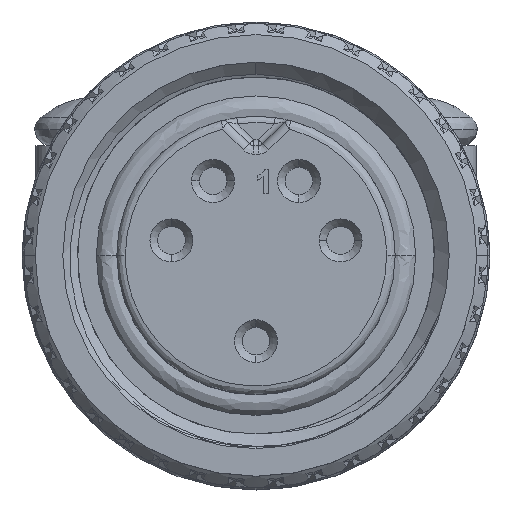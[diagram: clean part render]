
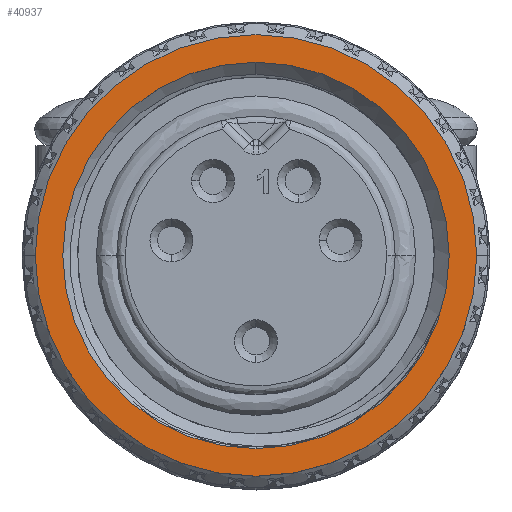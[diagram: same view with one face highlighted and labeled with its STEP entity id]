
A CAD part, top view. The second image highlights one B-rep face of the part: STEP entity #40937.
In plain terms, the highlighted planar face has unit normal (0, 0, 1).
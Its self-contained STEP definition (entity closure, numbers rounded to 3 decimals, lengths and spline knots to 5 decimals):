
#4978 = PLANE ( 'NONE',  #73710 ) ;
#4979 = CARTESIAN_POINT ( 'NONE',  ( 0., -0.315, -0.1 ) ) ;
#4980 = DIRECTION ( 'NONE',  ( 0., 0., 1. ) ) ;
#4981 = DIRECTION ( 'NONE',  ( 0., -1., 0. ) ) ;
#16357 = CARTESIAN_POINT ( 'NONE',  ( 0., 0., -0.1 ) ) ;
#16360 = DIRECTION ( 'NONE',  ( 0., 0., -1. ) ) ;
#16361 = DIRECTION ( 'NONE',  ( 0., -1., 0. ) ) ;
#16666 = CARTESIAN_POINT ( 'NONE',  ( 0., 0., -0.1 ) ) ;
#16667 = DIRECTION ( 'NONE',  ( 0., 0., -1. ) ) ;
#16670 = DIRECTION ( 'NONE',  ( 0., -1., 0. ) ) ;
#17494 = DIRECTION ( 'NONE',  ( 0., 0., -1. ) ) ;
#17496 = DIRECTION ( 'NONE',  ( 0., -1., 0. ) ) ;
#18396 = CARTESIAN_POINT ( 'NONE',  ( 0., -0.315, -0.1 ) ) ;
#19213 = CARTESIAN_POINT ( 'NONE',  ( 0., -0.36, -0.1 ) ) ;
#28558 = EDGE_LOOP ( 'NONE', ( #30673, #30677 ) ) ;
#28561 = EDGE_LOOP ( 'NONE', ( #30663, #30667 ) ) ;
#30663 = ORIENTED_EDGE ( 'NONE', *, *, #40807, .T. ) ;
#30667 = ORIENTED_EDGE ( 'NONE', *, *, #107096, .T. ) ;
#30673 = ORIENTED_EDGE ( 'NONE', *, *, #107022, .F. ) ;
#30677 = ORIENTED_EDGE ( 'NONE', *, *, #40885, .F. ) ;
#40807 = EDGE_CURVE ( 'NONE', #63873, #110500, #49419, .T. ) ;
#40885 = EDGE_CURVE ( 'NONE', #111066, #65034, #49498, .T. ) ;
#40937 = ADVANCED_FACE ( 'NONE', ( #73802, #73455 ), #4978, .T. ) ;
#49419 = CIRCLE ( 'NONE', #73492, 0.315 ) ;
#49498 = CIRCLE ( 'NONE', #73431, 0.36 ) ;
#55630 = CARTESIAN_POINT ( 'NONE',  ( 0., 0.315, -0.1 ) ) ;
#55882 = CARTESIAN_POINT ( 'NONE',  ( 0., 0.36, -0.1 ) ) ;
#63873 = VERTEX_POINT ( 'NONE', #18396 ) ;
#65034 = VERTEX_POINT ( 'NONE', #19213 ) ;
#70811 = AXIS2_PLACEMENT_3D ( 'NONE', #16666, #16667, #16670 ) ;
#70888 = AXIS2_PLACEMENT_3D ( 'NONE', #16357, #16360, #16361 ) ;
#73431 = AXIS2_PLACEMENT_3D ( 'NONE', #109030, #17494, #17496 ) ;
#73455 = FACE_OUTER_BOUND ( 'NONE', #28558, .T. ) ;
#73492 = AXIS2_PLACEMENT_3D ( 'NONE', #108628, #108632, #108633 ) ;
#73710 = AXIS2_PLACEMENT_3D ( 'NONE', #4979, #4980, #4981 ) ;
#73802 = FACE_BOUND ( 'NONE', #28561, .T. ) ;
#81779 = CIRCLE ( 'NONE', #70888, 0.36 ) ;
#81787 = CIRCLE ( 'NONE', #70811, 0.315 ) ;
#107022 = EDGE_CURVE ( 'NONE', #65034, #111066, #81779, .T. ) ;
#107096 = EDGE_CURVE ( 'NONE', #110500, #63873, #81787, .T. ) ;
#108628 = CARTESIAN_POINT ( 'NONE',  ( 0., 0., -0.1 ) ) ;
#108632 = DIRECTION ( 'NONE',  ( 0., 0., -1. ) ) ;
#108633 = DIRECTION ( 'NONE',  ( 0., -1., 0. ) ) ;
#109030 = CARTESIAN_POINT ( 'NONE',  ( 0., 0., -0.1 ) ) ;
#110500 = VERTEX_POINT ( 'NONE', #55630 ) ;
#111066 = VERTEX_POINT ( 'NONE', #55882 ) ;
